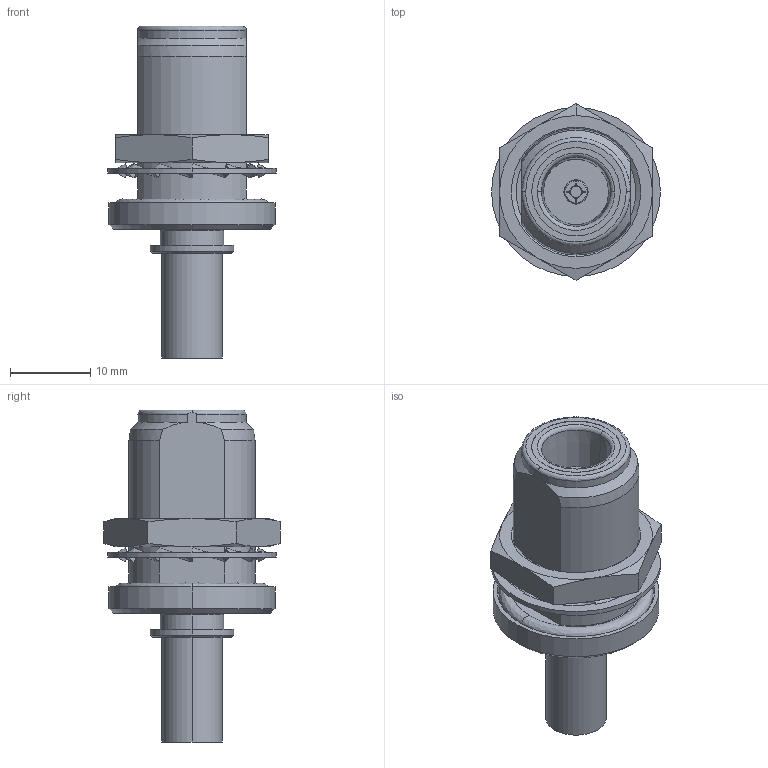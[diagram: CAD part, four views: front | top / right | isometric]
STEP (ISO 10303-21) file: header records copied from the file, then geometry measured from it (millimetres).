
FILE_DESCRIPTION (( 'STEP AP214' ), '1' );
FILE_NAME ('J01021B0180.STEP', '2011-05-23T14:21:14', ( 'markiewicz' ), ( '' ), 'SwSTEP 2.0', 'SolidWorks 2011', '' );
FILE_SCHEMA (( 'AUTOMOTIVE_DESIGN' ));
Length unit declared in the file: millimetre
Products named in the file (1): J01021B0180
Bounding box: 21 x 21.94 x 41.3 mm (x, y, z)
Volume: 5524.6 mm3; surface area: 4350.5 mm2
Topology: 2 solids, 3 shells, 200 faces, 491 edges, 309 vertices
Faces by surface type: plane 66, cylinder 46, bspline 46, cone 42
Entity records: 9003 total; most frequent: CARTESIAN_POINT 2385, ORIENTED_EDGE 982, DIRECTION 788, EDGE_CURVE 491, VERTEX_POINT 309, AXIS2_PLACEMENT_3D 300, EDGE_LOOP 220, UNCERTAINTY_MEASURE_WITH_UNIT 204
